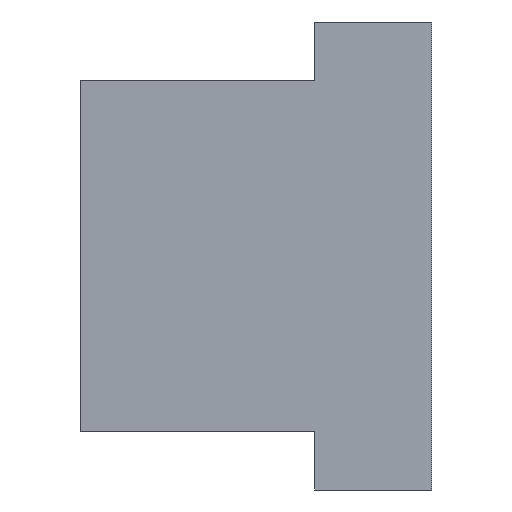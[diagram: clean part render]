
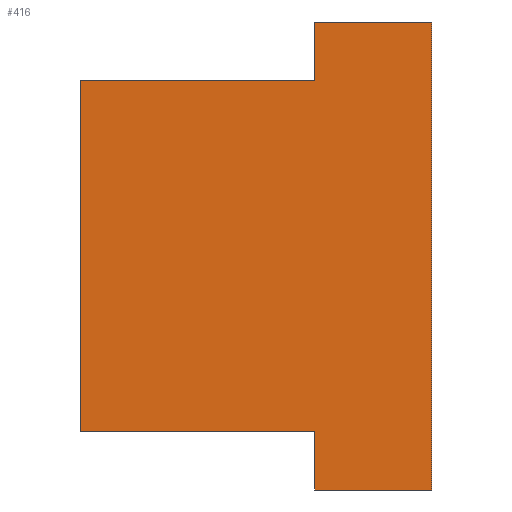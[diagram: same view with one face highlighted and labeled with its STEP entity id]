
A CAD part, left-side view. The second image highlights one B-rep face of the part: STEP entity #416.
In plain terms, the highlighted planar face has unit normal (-1, 0, 0).
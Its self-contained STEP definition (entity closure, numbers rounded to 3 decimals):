
#1=DIRECTION('',(0.,-1.,0.));
#2=VECTOR('',#1,5.);
#3=CARTESIAN_POINT('',(0.,5.,-10.));
#4=LINE('',#3,#2);
#5=DIRECTION('',(0.,0.,-1.));
#6=VECTOR('',#5,2.5);
#7=CARTESIAN_POINT('',(0.,5.,-7.5));
#8=LINE('',#7,#6);
#9=DIRECTION('',(0.,-1.,0.));
#10=VECTOR('',#9,10.);
#11=CARTESIAN_POINT('',(0.,15.,-7.5));
#12=LINE('',#11,#10);
#13=DIRECTION('',(0.,-1.,0.));
#14=VECTOR('',#13,10.);
#15=CARTESIAN_POINT('',(0.,15.,7.5));
#16=LINE('',#15,#14);
#17=DIRECTION('',(0.,0.,1.));
#18=VECTOR('',#17,2.5);
#19=CARTESIAN_POINT('',(0.,5.,7.5));
#20=LINE('',#19,#18);
#21=DIRECTION('',(0.,-1.,0.));
#22=VECTOR('',#21,5.);
#23=CARTESIAN_POINT('',(0.,5.,10.));
#24=LINE('',#23,#22);
#33=DIRECTION('',(0.,0.,1.));
#34=VECTOR('',#33,20.);
#35=CARTESIAN_POINT('',(0.,0.,-10.));
#36=LINE('',#35,#34);
#113=DIRECTION('',(0.,0.,-1.));
#114=VECTOR('',#113,15.);
#115=CARTESIAN_POINT('',(0.,15.,7.5));
#116=LINE('',#115,#114);
#297=CARTESIAN_POINT('',(0.,15.,7.5));
#298=CARTESIAN_POINT('',(0.,5.,7.5));
#299=VERTEX_POINT('',#297);
#300=VERTEX_POINT('',#298);
#301=CARTESIAN_POINT('',(0.,5.,10.));
#302=VERTEX_POINT('',#301);
#303=CARTESIAN_POINT('',(0.,0.,10.));
#304=VERTEX_POINT('',#303);
#313=CARTESIAN_POINT('',(0.,15.,-7.5));
#314=CARTESIAN_POINT('',(0.,5.,-7.5));
#315=VERTEX_POINT('',#313);
#316=VERTEX_POINT('',#314);
#317=CARTESIAN_POINT('',(0.,5.,-10.));
#318=VERTEX_POINT('',#317);
#319=CARTESIAN_POINT('',(0.,0.,-10.));
#320=VERTEX_POINT('',#319);
#393=CARTESIAN_POINT('',(0.,0.,0.));
#394=DIRECTION('',(1.,0.,0.));
#395=DIRECTION('',(0.,0.,-1.));
#396=AXIS2_PLACEMENT_3D('',#393,#394,#395);
#397=PLANE('',#396);
#399=ORIENTED_EDGE('',*,*,#398,.F.);
#401=ORIENTED_EDGE('',*,*,#400,.F.);
#403=ORIENTED_EDGE('',*,*,#402,.F.);
#405=ORIENTED_EDGE('',*,*,#404,.F.);
#407=ORIENTED_EDGE('',*,*,#406,.F.);
#409=ORIENTED_EDGE('',*,*,#408,.T.);
#411=ORIENTED_EDGE('',*,*,#410,.T.);
#413=ORIENTED_EDGE('',*,*,#412,.T.);
#414=EDGE_LOOP('',(#399,#401,#403,#405,#407,#409,#411,#413));
#415=FACE_OUTER_BOUND('',#414,.F.);
#416=ADVANCED_FACE('',(#415),#397,.F.);
#398=EDGE_CURVE('',#320,#304,#36,.T.);
#400=EDGE_CURVE('',#318,#320,#4,.T.);
#402=EDGE_CURVE('',#316,#318,#8,.T.);
#404=EDGE_CURVE('',#315,#316,#12,.T.);
#406=EDGE_CURVE('',#299,#315,#116,.T.);
#408=EDGE_CURVE('',#299,#300,#16,.T.);
#410=EDGE_CURVE('',#300,#302,#20,.T.);
#412=EDGE_CURVE('',#302,#304,#24,.T.);
